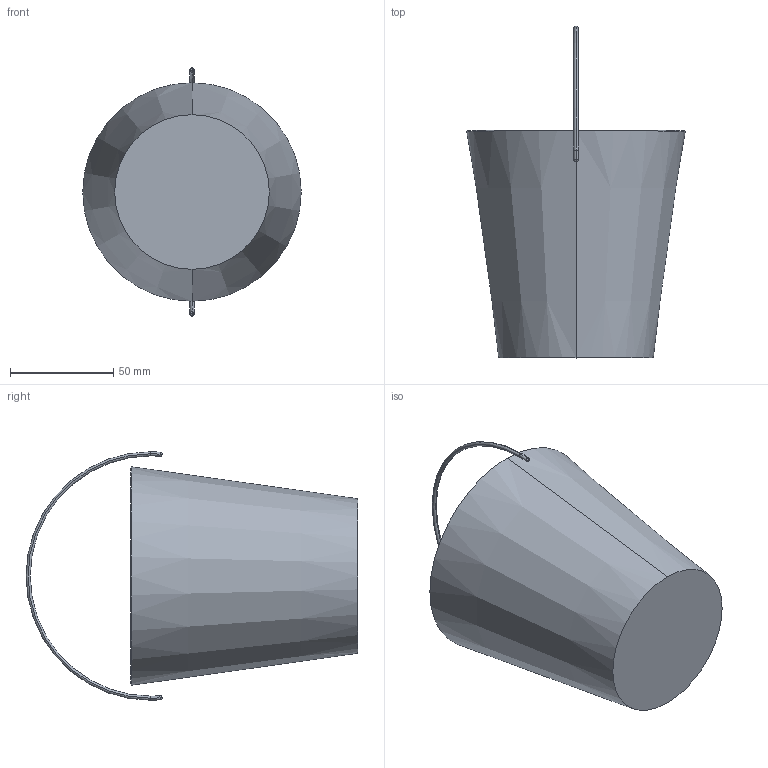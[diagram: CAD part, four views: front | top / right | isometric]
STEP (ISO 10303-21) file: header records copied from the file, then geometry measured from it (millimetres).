
FILE_DESCRIPTION (( 'STEP AP214' ), '1' );
FILE_NAME ('Valde.STEP', '2023-04-19T22:55:32', ( '' ), ( '' ), 'SwSTEP 2.0', 'SolidWorks 2013', '' );
FILE_SCHEMA (( 'AUTOMOTIVE_DESIGN' ));
Length unit declared in the file: millimetre
Products named in the file (1): Valde
Bounding box: 106 x 161 x 120.55 mm (x, y, z)
Volume: 70440.3 mm3; surface area: 71726.9 mm2
Topology: 2 solids, 2 shells, 30 faces, 60 edges, 30 vertices
Faces by surface type: torus 12, sphere 10, cone 6, plane 2
Entity records: 777 total; most frequent: DIRECTION 164, CARTESIAN_POINT 113, ORIENTED_EDGE 108, AXIS2_PLACEMENT_3D 79, EDGE_CURVE 54, CIRCLE 48, FACE_OUTER_BOUND 30, EDGE_LOOP 30
